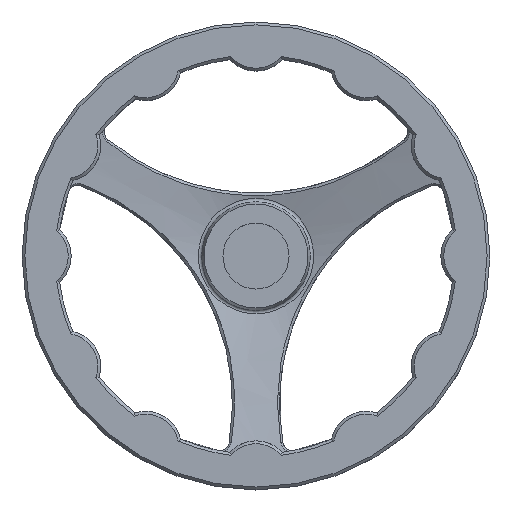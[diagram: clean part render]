
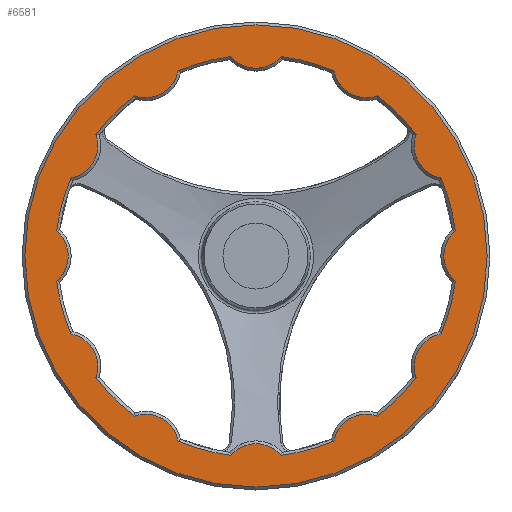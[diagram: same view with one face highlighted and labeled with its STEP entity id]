
A CAD part, top view. The second image highlights one B-rep face of the part: STEP entity #6581.
In plain terms, the highlighted planar face has unit normal (0, 0, 1).
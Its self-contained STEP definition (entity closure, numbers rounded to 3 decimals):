
#528=PLANE('',#7088);
#1602=ORIENTED_EDGE('',*,*,#2831,.T.);
#1603=ORIENTED_EDGE('',*,*,#2825,.F.);
#1604=ORIENTED_EDGE('',*,*,#2827,.T.);
#1605=ORIENTED_EDGE('',*,*,#2833,.F.);
#1606=ORIENTED_EDGE('',*,*,#2839,.T.);
#1607=ORIENTED_EDGE('',*,*,#2845,.F.);
#1608=ORIENTED_EDGE('',*,*,#2851,.T.);
#1609=ORIENTED_EDGE('',*,*,#2857,.F.);
#1610=ORIENTED_EDGE('',*,*,#2863,.T.);
#1611=ORIENTED_EDGE('',*,*,#2869,.F.);
#1612=ORIENTED_EDGE('',*,*,#2875,.T.);
#1613=ORIENTED_EDGE('',*,*,#2881,.F.);
#1614=ORIENTED_EDGE('',*,*,#2887,.T.);
#1615=ORIENTED_EDGE('',*,*,#2893,.F.);
#1616=ORIENTED_EDGE('',*,*,#2891,.T.);
#1617=ORIENTED_EDGE('',*,*,#2885,.F.);
#1618=ORIENTED_EDGE('',*,*,#2879,.T.);
#1619=ORIENTED_EDGE('',*,*,#2873,.F.);
#1620=ORIENTED_EDGE('',*,*,#2867,.T.);
#1621=ORIENTED_EDGE('',*,*,#2861,.F.);
#1622=ORIENTED_EDGE('',*,*,#2855,.T.);
#1623=ORIENTED_EDGE('',*,*,#2849,.F.);
#1624=ORIENTED_EDGE('',*,*,#2843,.T.);
#1625=ORIENTED_EDGE('',*,*,#2837,.F.);
#1626=ORIENTED_EDGE('',*,*,#2895,.T.);
#2825=EDGE_CURVE('',#3453,#3451,#3648,.T.);
#2827=EDGE_CURVE('',#3453,#3455,#3649,.T.);
#2831=EDGE_CURVE('',#3457,#3451,#3652,.T.);
#2833=EDGE_CURVE('',#3459,#3455,#3653,.T.);
#2837=EDGE_CURVE('',#3457,#3461,#3656,.T.);
#2839=EDGE_CURVE('',#3459,#3463,#3657,.T.);
#2843=EDGE_CURVE('',#3465,#3461,#3660,.T.);
#2845=EDGE_CURVE('',#3467,#3463,#3661,.T.);
#2849=EDGE_CURVE('',#3465,#3469,#3664,.T.);
#2851=EDGE_CURVE('',#3467,#3471,#3665,.T.);
#2855=EDGE_CURVE('',#3473,#3469,#3668,.T.);
#2857=EDGE_CURVE('',#3475,#3471,#3669,.T.);
#2861=EDGE_CURVE('',#3473,#3477,#3672,.T.);
#2863=EDGE_CURVE('',#3475,#3479,#3673,.T.);
#2867=EDGE_CURVE('',#3481,#3477,#3676,.T.);
#2869=EDGE_CURVE('',#3483,#3479,#3677,.T.);
#2873=EDGE_CURVE('',#3481,#3485,#3680,.T.);
#2875=EDGE_CURVE('',#3483,#3487,#3681,.T.);
#2879=EDGE_CURVE('',#3489,#3485,#3684,.T.);
#2881=EDGE_CURVE('',#3491,#3487,#3685,.T.);
#2885=EDGE_CURVE('',#3489,#3493,#3688,.T.);
#2887=EDGE_CURVE('',#3491,#3495,#3689,.T.);
#2891=EDGE_CURVE('',#3497,#3493,#3692,.T.);
#2893=EDGE_CURVE('',#3497,#3495,#3694,.T.);
#2895=EDGE_CURVE('',#3499,#3499,#3696,.T.);
#3451=VERTEX_POINT('',#14051);
#3453=VERTEX_POINT('',#14058);
#3455=VERTEX_POINT('',#14066);
#3457=VERTEX_POINT('',#14075);
#3459=VERTEX_POINT('',#14084);
#3461=VERTEX_POINT('',#14093);
#3463=VERTEX_POINT('',#14102);
#3465=VERTEX_POINT('',#14111);
#3467=VERTEX_POINT('',#14120);
#3469=VERTEX_POINT('',#14129);
#3471=VERTEX_POINT('',#14138);
#3473=VERTEX_POINT('',#14147);
#3475=VERTEX_POINT('',#14156);
#3477=VERTEX_POINT('',#14165);
#3479=VERTEX_POINT('',#14174);
#3481=VERTEX_POINT('',#14183);
#3483=VERTEX_POINT('',#14192);
#3485=VERTEX_POINT('',#14201);
#3487=VERTEX_POINT('',#14210);
#3489=VERTEX_POINT('',#14219);
#3491=VERTEX_POINT('',#14228);
#3493=VERTEX_POINT('',#14237);
#3495=VERTEX_POINT('',#14246);
#3497=VERTEX_POINT('',#14255);
#3499=VERTEX_POINT('',#14265);
#3648=CIRCLE('',#7006,106.5);
#3649=CIRCLE('',#7008,17.5);
#3652=CIRCLE('',#7012,17.5);
#3653=CIRCLE('',#7014,106.5);
#3656=CIRCLE('',#7018,106.5);
#3657=CIRCLE('',#7020,17.5);
#3660=CIRCLE('',#7024,17.5);
#3661=CIRCLE('',#7026,106.5);
#3664=CIRCLE('',#7030,106.5);
#3665=CIRCLE('',#7032,17.5);
#3668=CIRCLE('',#7036,17.5);
#3669=CIRCLE('',#7038,106.5);
#3672=CIRCLE('',#7042,106.5);
#3673=CIRCLE('',#7044,17.5);
#3676=CIRCLE('',#7048,17.5);
#3677=CIRCLE('',#7050,106.5);
#3680=CIRCLE('',#7054,106.5);
#3681=CIRCLE('',#7056,17.5);
#3684=CIRCLE('',#7060,17.5);
#3685=CIRCLE('',#7062,106.5);
#3688=CIRCLE('',#7066,106.5);
#3689=CIRCLE('',#7068,17.5);
#3692=CIRCLE('',#7072,17.5);
#3694=CIRCLE('',#7075,106.5);
#3696=CIRCLE('',#7078,122.5);
#3958=EDGE_LOOP('',(#1602,#1603,#1604,#1605,#1606,#1607,#1608,#1609,#1610,
#1611,#1612,#1613,#1614,#1615,#1616,#1617,#1618,#1619,#1620,#1621,#1622,
#1623,#1624,#1625));
#3959=EDGE_LOOP('',(#1626));
#4261=FACE_BOUND('',#3958,.T.);
#4262=FACE_BOUND('',#3959,.T.);
#6581=ADVANCED_FACE('',(#4261,#4262),#528,.T.);
#7006=AXIS2_PLACEMENT_3D('',#14059,#7997,#7998);
#7008=AXIS2_PLACEMENT_3D('',#14067,#8001,#8002);
#7012=AXIS2_PLACEMENT_3D('',#14077,#8009,#8010);
#7014=AXIS2_PLACEMENT_3D('',#14085,#8013,#8014);
#7018=AXIS2_PLACEMENT_3D('',#14095,#8021,#8022);
#7020=AXIS2_PLACEMENT_3D('',#14103,#8025,#8026);
#7024=AXIS2_PLACEMENT_3D('',#14113,#8033,#8034);
#7026=AXIS2_PLACEMENT_3D('',#14121,#8037,#8038);
#7030=AXIS2_PLACEMENT_3D('',#14131,#8045,#8046);
#7032=AXIS2_PLACEMENT_3D('',#14139,#8049,#8050);
#7036=AXIS2_PLACEMENT_3D('',#14149,#8057,#8058);
#7038=AXIS2_PLACEMENT_3D('',#14157,#8061,#8062);
#7042=AXIS2_PLACEMENT_3D('',#14167,#8069,#8070);
#7044=AXIS2_PLACEMENT_3D('',#14175,#8073,#8074);
#7048=AXIS2_PLACEMENT_3D('',#14185,#8081,#8082);
#7050=AXIS2_PLACEMENT_3D('',#14193,#8085,#8086);
#7054=AXIS2_PLACEMENT_3D('',#14203,#8093,#8094);
#7056=AXIS2_PLACEMENT_3D('',#14211,#8097,#8098);
#7060=AXIS2_PLACEMENT_3D('',#14221,#8105,#8106);
#7062=AXIS2_PLACEMENT_3D('',#14229,#8109,#8110);
#7066=AXIS2_PLACEMENT_3D('',#14239,#8117,#8118);
#7068=AXIS2_PLACEMENT_3D('',#14247,#8121,#8122);
#7072=AXIS2_PLACEMENT_3D('',#14257,#8129,#8130);
#7075=AXIS2_PLACEMENT_3D('',#14260,#8135,#8136);
#7078=AXIS2_PLACEMENT_3D('',#14264,#8141,#8142);
#7088=AXIS2_PLACEMENT_3D('',#14286,#8170,#8171);
#7997=DIRECTION('',(0.,0.,1.));
#7998=DIRECTION('',(1.,0.,0.));
#8001=DIRECTION('',(0.,0.,1.));
#8002=DIRECTION('',(1.,0.,0.));
#8009=DIRECTION('',(0.,0.,1.));
#8010=DIRECTION('',(1.,0.,0.));
#8013=DIRECTION('',(0.,0.,1.));
#8014=DIRECTION('',(1.,0.,0.));
#8021=DIRECTION('',(0.,0.,1.));
#8022=DIRECTION('',(1.,0.,0.));
#8025=DIRECTION('',(0.,0.,1.));
#8026=DIRECTION('',(1.,0.,0.));
#8033=DIRECTION('',(0.,0.,1.));
#8034=DIRECTION('',(1.,0.,0.));
#8037=DIRECTION('',(0.,0.,1.));
#8038=DIRECTION('',(1.,0.,0.));
#8045=DIRECTION('',(0.,0.,1.));
#8046=DIRECTION('',(1.,0.,0.));
#8049=DIRECTION('',(0.,0.,1.));
#8050=DIRECTION('',(1.,0.,0.));
#8057=DIRECTION('',(0.,0.,1.));
#8058=DIRECTION('',(1.,0.,0.));
#8061=DIRECTION('',(0.,0.,1.));
#8062=DIRECTION('',(1.,0.,0.));
#8069=DIRECTION('',(0.,0.,1.));
#8070=DIRECTION('',(1.,0.,0.));
#8073=DIRECTION('',(0.,0.,1.));
#8074=DIRECTION('',(1.,0.,0.));
#8081=DIRECTION('',(0.,0.,1.));
#8082=DIRECTION('',(1.,0.,0.));
#8085=DIRECTION('',(0.,0.,1.));
#8086=DIRECTION('',(1.,0.,0.));
#8093=DIRECTION('',(0.,0.,1.));
#8094=DIRECTION('',(1.,0.,0.));
#8097=DIRECTION('',(0.,0.,1.));
#8098=DIRECTION('',(1.,0.,0.));
#8105=DIRECTION('',(0.,0.,1.));
#8106=DIRECTION('',(1.,0.,0.));
#8109=DIRECTION('',(0.,0.,1.));
#8110=DIRECTION('',(1.,0.,0.));
#8117=DIRECTION('',(0.,0.,1.));
#8118=DIRECTION('',(1.,0.,0.));
#8121=DIRECTION('',(0.,0.,1.));
#8122=DIRECTION('',(1.,0.,0.));
#8129=DIRECTION('',(0.,0.,1.));
#8130=DIRECTION('',(1.,0.,0.));
#8135=DIRECTION('',(0.,0.,1.));
#8136=DIRECTION('',(1.,0.,0.));
#8141=DIRECTION('',(0.,0.,1.));
#8142=DIRECTION('',(1.,0.,0.));
#8170=DIRECTION('',(0.,0.,1.));
#8171=DIRECTION('',(1.,0.,0.));
#14051=CARTESIAN_POINT('',(-64.376,-84.841,17.));
#14058=CARTESIAN_POINT('',(-84.841,-64.376,17.));
#14059=CARTESIAN_POINT('',(0.,0.,17.));
#14066=CARTESIAN_POINT('',(-98.172,-41.286,17.));
#14067=CARTESIAN_POINT('',(-101.325,-58.5,17.));
#14075=CARTESIAN_POINT('',(-41.286,-98.172,17.));
#14077=CARTESIAN_POINT('',(-58.5,-101.325,17.));
#14084=CARTESIAN_POINT('',(-105.662,-13.331,17.));
#14085=CARTESIAN_POINT('',(0.,0.,17.));
#14093=CARTESIAN_POINT('',(-13.331,-105.662,17.));
#14095=CARTESIAN_POINT('',(0.,0.,17.));
#14102=CARTESIAN_POINT('',(-105.662,13.331,17.));
#14103=CARTESIAN_POINT('',(-117.,0.,17.));
#14111=CARTESIAN_POINT('',(13.331,-105.662,17.));
#14113=CARTESIAN_POINT('',(0.,-117.,17.));
#14120=CARTESIAN_POINT('',(-98.172,41.286,17.));
#14121=CARTESIAN_POINT('',(0.,0.,17.));
#14129=CARTESIAN_POINT('',(41.286,-98.172,17.));
#14131=CARTESIAN_POINT('',(0.,0.,17.));
#14138=CARTESIAN_POINT('',(-84.841,64.376,17.));
#14139=CARTESIAN_POINT('',(-101.325,58.5,17.));
#14147=CARTESIAN_POINT('',(64.376,-84.841,17.));
#14149=CARTESIAN_POINT('',(58.5,-101.325,17.));
#14156=CARTESIAN_POINT('',(-64.376,84.841,17.));
#14157=CARTESIAN_POINT('',(0.,0.,17.));
#14165=CARTESIAN_POINT('',(84.841,-64.376,17.));
#14167=CARTESIAN_POINT('',(0.,0.,17.));
#14174=CARTESIAN_POINT('',(-41.286,98.172,17.));
#14175=CARTESIAN_POINT('',(-58.5,101.325,17.));
#14183=CARTESIAN_POINT('',(98.172,-41.286,17.));
#14185=CARTESIAN_POINT('',(101.325,-58.5,17.));
#14192=CARTESIAN_POINT('',(-13.331,105.662,17.));
#14193=CARTESIAN_POINT('',(0.,0.,17.));
#14201=CARTESIAN_POINT('',(105.662,-13.331,17.));
#14203=CARTESIAN_POINT('',(0.,0.,17.));
#14210=CARTESIAN_POINT('',(13.331,105.662,17.));
#14211=CARTESIAN_POINT('',(0.,117.,17.));
#14219=CARTESIAN_POINT('',(105.662,13.331,17.));
#14221=CARTESIAN_POINT('',(117.,0.,17.));
#14228=CARTESIAN_POINT('',(41.286,98.172,17.));
#14229=CARTESIAN_POINT('',(0.,0.,17.));
#14237=CARTESIAN_POINT('',(98.172,41.286,17.));
#14239=CARTESIAN_POINT('',(0.,0.,17.));
#14246=CARTESIAN_POINT('',(64.376,84.841,17.));
#14247=CARTESIAN_POINT('',(58.5,101.325,17.));
#14255=CARTESIAN_POINT('',(84.841,64.376,17.));
#14257=CARTESIAN_POINT('',(101.325,58.5,17.));
#14260=CARTESIAN_POINT('',(0.,0.,17.));
#14264=CARTESIAN_POINT('',(0.,0.,17.));
#14265=CARTESIAN_POINT('',(122.5,0.,17.));
#14286=CARTESIAN_POINT('',(-124.,0.,17.));
